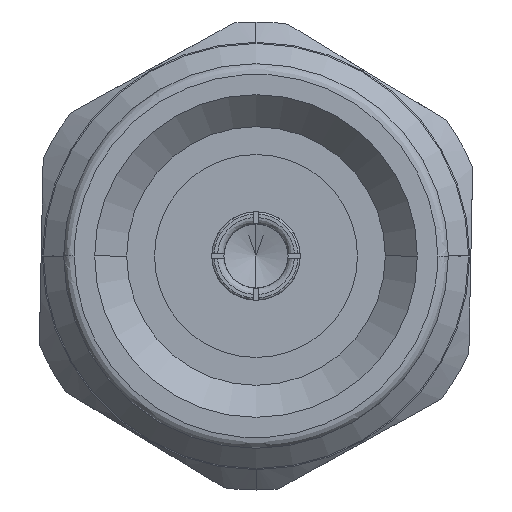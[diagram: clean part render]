
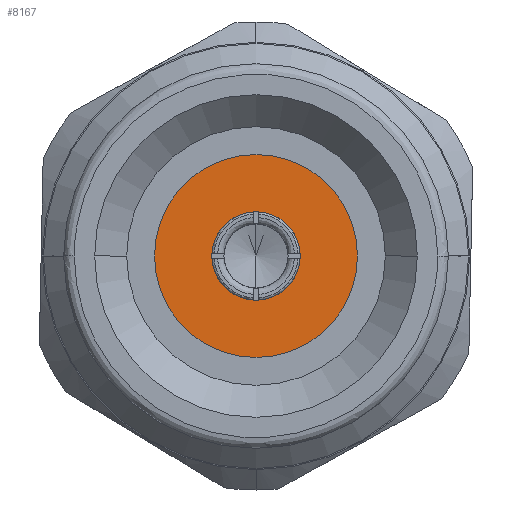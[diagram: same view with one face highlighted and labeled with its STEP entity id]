
A CAD part, left-side view. The second image highlights one B-rep face of the part: STEP entity #8167.
In plain terms, the highlighted face is planar.
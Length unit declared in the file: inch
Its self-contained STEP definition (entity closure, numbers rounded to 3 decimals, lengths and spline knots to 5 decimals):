
#237 = EDGE_LOOP ( 'NONE', ( #5216, #242 ) ) ;
#242 = ORIENTED_EDGE ( 'NONE', *, *, #1175, .F. ) ;
#308 = CIRCLE ( 'NONE', #3713, 0.18701 ) ;
#485 = CARTESIAN_POINT ( 'NONE',  ( -0.0813, 0., -0.46063 ) ) ;
#719 = CIRCLE ( 'NONE', #1860, 0.0813 ) ;
#1175 = EDGE_CURVE ( 'NONE', #7495, #7404, #719, .T. ) ;
#1218 = EDGE_CURVE ( 'NONE', #6215, #6600, #308, .T. ) ;
#1860 = AXIS2_PLACEMENT_3D ( 'NONE', #3818, #7104, #3147 ) ;
#2346 = DIRECTION ( 'NONE',  ( 1., 0., 0. ) ) ;
#2484 = DIRECTION ( 'NONE',  ( 0., 0., -1. ) ) ;
#2597 = AXIS2_PLACEMENT_3D ( 'NONE', #5089, #6373, #5001 ) ;
#2716 = DIRECTION ( 'NONE',  ( 0., 0., 1. ) ) ;
#3147 = DIRECTION ( 'NONE',  ( 1., 0., 0. ) ) ;
#3162 = AXIS2_PLACEMENT_3D ( 'NONE', #7795, #2716, #4022 ) ;
#3678 = DIRECTION ( 'NONE',  ( 1., 0., 0. ) ) ;
#3713 = AXIS2_PLACEMENT_3D ( 'NONE', #7859, #2484, #2346 ) ;
#3818 = CARTESIAN_POINT ( 'NONE',  ( 0., 0., -0.46063 ) ) ;
#3911 = CIRCLE ( 'NONE', #8443, 0.18701 ) ;
#3981 = ORIENTED_EDGE ( 'NONE', *, *, #7355, .T. ) ;
#4022 = DIRECTION ( 'NONE',  ( 1., 0., 0. ) ) ;
#4741 = CIRCLE ( 'NONE', #2597, 0.0813 ) ;
#4923 = EDGE_LOOP ( 'NONE', ( #6383, #3981 ) ) ;
#5001 = DIRECTION ( 'NONE',  ( 1., 0., 0. ) ) ;
#5047 = FACE_OUTER_BOUND ( 'NONE', #4923, .T. ) ;
#5085 = PLANE ( 'NONE',  #3162 ) ;
#5089 = CARTESIAN_POINT ( 'NONE',  ( 0., 0., -0.46063 ) ) ;
#5109 = EDGE_CURVE ( 'NONE', #7404, #7495, #4741, .T. ) ;
#5216 = ORIENTED_EDGE ( 'NONE', *, *, #5109, .F. ) ;
#6215 = VERTEX_POINT ( 'NONE', #7629 ) ;
#6373 = DIRECTION ( 'NONE',  ( 0., 0., -1. ) ) ;
#6383 = ORIENTED_EDGE ( 'NONE', *, *, #1218, .T. ) ;
#6423 = CARTESIAN_POINT ( 'NONE',  ( 0.0813, 0., -0.46063 ) ) ;
#6600 = VERTEX_POINT ( 'NONE', #7211 ) ;
#7055 = DIRECTION ( 'NONE',  ( 0., 0., -1. ) ) ;
#7104 = DIRECTION ( 'NONE',  ( 0., 0., -1. ) ) ;
#7211 = CARTESIAN_POINT ( 'NONE',  ( 0., 0.18701, -0.46063 ) ) ;
#7355 = EDGE_CURVE ( 'NONE', #6600, #6215, #3911, .T. ) ;
#7404 = VERTEX_POINT ( 'NONE', #485 ) ;
#7495 = VERTEX_POINT ( 'NONE', #6423 ) ;
#7586 = CARTESIAN_POINT ( 'NONE',  ( 0., 0., -0.46063 ) ) ;
#7629 = CARTESIAN_POINT ( 'NONE',  ( 0., -0.18701, -0.46063 ) ) ;
#7753 = FACE_BOUND ( 'NONE', #237, .T. ) ;
#7795 = CARTESIAN_POINT ( 'NONE',  ( 0., 0., -0.46063 ) ) ;
#7859 = CARTESIAN_POINT ( 'NONE',  ( 0., 0., -0.46063 ) ) ;
#8167 = ADVANCED_FACE ( 'NONE', ( #5047, #7753 ), #5085, .F. ) ;
#8443 = AXIS2_PLACEMENT_3D ( 'NONE', #7586, #7055, #3678 ) ;
